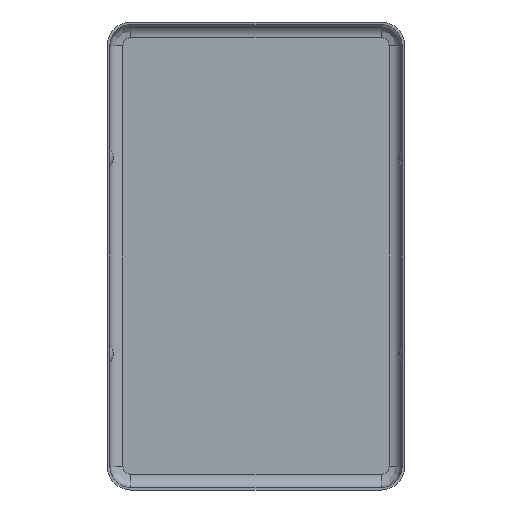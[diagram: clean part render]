
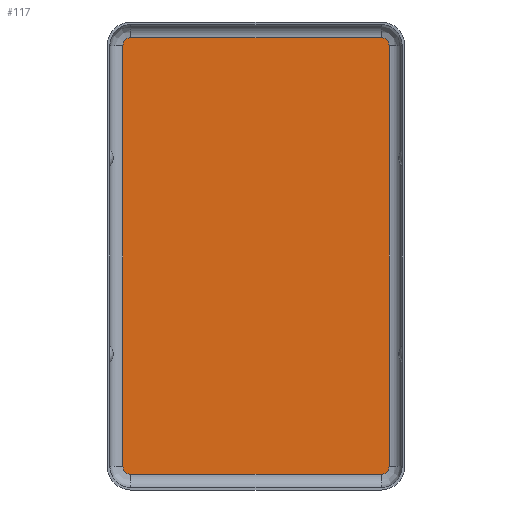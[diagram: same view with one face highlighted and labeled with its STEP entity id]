
A CAD part, front view. The second image highlights one B-rep face of the part: STEP entity #117.
In plain terms, the highlighted planar face has unit normal (0, -1, 0).
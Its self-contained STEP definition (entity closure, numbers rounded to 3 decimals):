
#117 = ADVANCED_FACE( 'NONE', ( #252 ), #253, .T. );
#252 = FACE_OUTER_BOUND( '', #485, .T. );
#253 = PLANE( '', #486 );
#485 = EDGE_LOOP( '', ( #825, #826, #827, #828, #829, #830, #831, #832 ) );
#486 = AXIS2_PLACEMENT_3D( '', #833, #834, #835 );
#825 = ORIENTED_EDGE( '', *, *, #1049, .F. );
#826 = ORIENTED_EDGE( '', *, *, #1056, .F. );
#827 = ORIENTED_EDGE( '', *, *, #1025, .F. );
#828 = ORIENTED_EDGE( '', *, *, #965, .T. );
#829 = ORIENTED_EDGE( '', *, *, #1057, .T. );
#830 = ORIENTED_EDGE( '', *, *, #1022, .F. );
#831 = ORIENTED_EDGE( '', *, *, #988, .T. );
#832 = ORIENTED_EDGE( '', *, *, #980, .T. );
#833 = CARTESIAN_POINT( '', ( 9.55, 0., -16.05 ) );
#834 = DIRECTION( '', ( 0., -1., 0. ) );
#835 = DIRECTION( '', ( 0., 0., -1. ) );
#965 = EDGE_CURVE( 'NONE', #1105, #1103, #1106, .T. );
#980 = EDGE_CURVE( 'NONE', #1132, #1130, #1133, .T. );
#988 = EDGE_CURVE( 'NONE', #1144, #1132, #1145, .T. );
#1022 = EDGE_CURVE( 'NONE', #1144, #1195, #1196, .T. );
#1025 = EDGE_CURVE( 'NONE', #1105, #1199, #1200, .T. );
#1049 = EDGE_CURVE( 'NONE', #1232, #1130, #1234, .T. );
#1056 = EDGE_CURVE( 'NONE', #1199, #1232, #1243, .T. );
#1057 = EDGE_CURVE( 'NONE', #1103, #1195, #1244, .T. );
#1103 = VERTEX_POINT( 'NONE', #1294 );
#1105 = VERTEX_POINT( 'NONE', #1296 );
#1106 = CIRCLE( '', #1297, 0.6 );
#1130 = VERTEX_POINT( 'NONE', #1327 );
#1132 = VERTEX_POINT( 'NONE', #1329 );
#1133 = CIRCLE( '', #1330, 0.6 );
#1144 = VERTEX_POINT( 'NONE', #1343 );
#1145 = LINE( '', #1344, #1345 );
#1195 = VERTEX_POINT( 'NONE', #1405 );
#1196 = CIRCLE( '', #1406, 0.6 );
#1199 = VERTEX_POINT( 'NONE', #1409 );
#1200 = LINE( '', #1410, #1411 );
#1232 = VERTEX_POINT( 'NONE', #1451 );
#1234 = LINE( '', #1453, #1454 );
#1243 = CIRCLE( '', #1465, 0.6 );
#1244 = LINE( '', #1466, #1467 );
#1294 = CARTESIAN_POINT( '', ( 9.55, 0., 16.65 ) );
#1296 = CARTESIAN_POINT( '', ( 10.15, 0., 16.05 ) );
#1297 = AXIS2_PLACEMENT_3D( '', #1514, #1515, #1516 );
#1327 = CARTESIAN_POINT( '', ( -9.55, 0., -16.65 ) );
#1329 = CARTESIAN_POINT( '', ( -10.15, 0., -16.05 ) );
#1330 = AXIS2_PLACEMENT_3D( '', #1538, #1539, #1540 );
#1343 = CARTESIAN_POINT( '', ( -10.15, 0., 16.05 ) );
#1344 = CARTESIAN_POINT( '', ( -10.15, 0., 0. ) );
#1345 = VECTOR( '', #1552, 1000. );
#1405 = CARTESIAN_POINT( '', ( -9.55, 0., 16.65 ) );
#1406 = AXIS2_PLACEMENT_3D( '', #1608, #1609, #1610 );
#1409 = CARTESIAN_POINT( '', ( 10.15, 0., -16.05 ) );
#1410 = CARTESIAN_POINT( '', ( 10.15, 0., 0. ) );
#1411 = VECTOR( '', #1614, 1000. );
#1451 = CARTESIAN_POINT( '', ( 9.55, 0., -16.65 ) );
#1453 = CARTESIAN_POINT( '', ( 9.55, 0., -16.65 ) );
#1454 = VECTOR( '', #1653, 1000. );
#1465 = AXIS2_PLACEMENT_3D( '', #1659, #1660, #1661 );
#1466 = CARTESIAN_POINT( '', ( 9.55, 0., 16.65 ) );
#1467 = VECTOR( '', #1662, 1000. );
#1514 = CARTESIAN_POINT( '', ( 9.55, 0., 16.05 ) );
#1515 = DIRECTION( '', ( 0., -1., 0. ) );
#1516 = DIRECTION( '', ( 0., 0., -1. ) );
#1538 = CARTESIAN_POINT( '', ( -9.55, 0., -16.05 ) );
#1539 = DIRECTION( '', ( 0., -1., 0. ) );
#1540 = DIRECTION( '', ( 0., 0., 1. ) );
#1552 = DIRECTION( '', ( 0., 0., -1. ) );
#1608 = CARTESIAN_POINT( '', ( -9.55, 0., 16.05 ) );
#1609 = DIRECTION( '', ( 0., 1., 0. ) );
#1610 = DIRECTION( '', ( 0., 0., -1. ) );
#1614 = DIRECTION( '', ( 0., 0., -1. ) );
#1653 = DIRECTION( '', ( -1., 0., 0. ) );
#1659 = CARTESIAN_POINT( '', ( 9.55, 0., -16.05 ) );
#1660 = DIRECTION( '', ( 0., 1., 0. ) );
#1661 = DIRECTION( '', ( 0., 0., 1. ) );
#1662 = DIRECTION( '', ( -1., 0., 0. ) );
